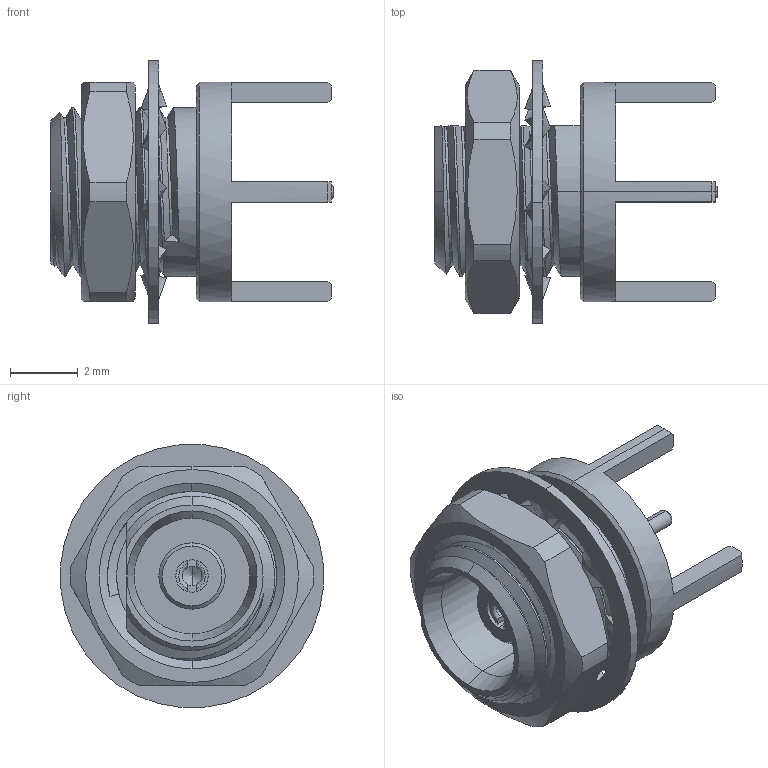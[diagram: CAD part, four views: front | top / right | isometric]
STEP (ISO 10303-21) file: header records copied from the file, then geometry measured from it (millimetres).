
FILE_DESCRIPTION (( 'STEP AP214' ), '1' );
FILE_NAME ('Ðîçåòêà_ÑÐ-50-2-04-Ð-Ï-085.STEP', '2018-12-06T10:58:21', ( 'User' ), ( '' ), 'SwSTEP 2.0', 'SolidWorks 2016', '' );
FILE_SCHEMA (( 'AUTOMOTIVE_DESIGN' ));
Length unit declared in the file: millimetre
Products named in the file (1): Ðîçåòêà_ÑÐ-50-2-04-Ð-Ï-085
Bounding box: 8.36 x 7.77 x 7.77 mm (x, y, z)
Volume: 113.3 mm3; surface area: 433.9 mm2
Topology: 3 solids, 3 shells, 210 faces, 560 edges, 361 vertices
Faces by surface type: cylinder 69, bspline 59, plane 44, cone 36, torus 2
Entity records: 15256 total; most frequent: CARTESIAN_POINT 8357, ORIENTED_EDGE 1116, DIRECTION 734, EDGE_CURVE 558, VERTEX_POINT 361, AXIS2_PLACEMENT_3D 288, EDGE_LOOP 221, UNCERTAINTY_MEASURE_WITH_UNIT 215
